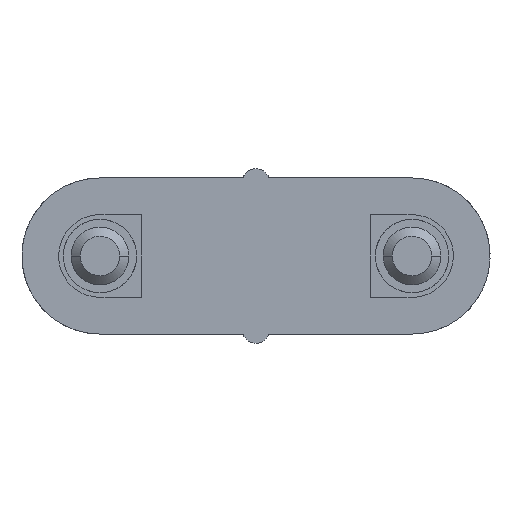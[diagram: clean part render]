
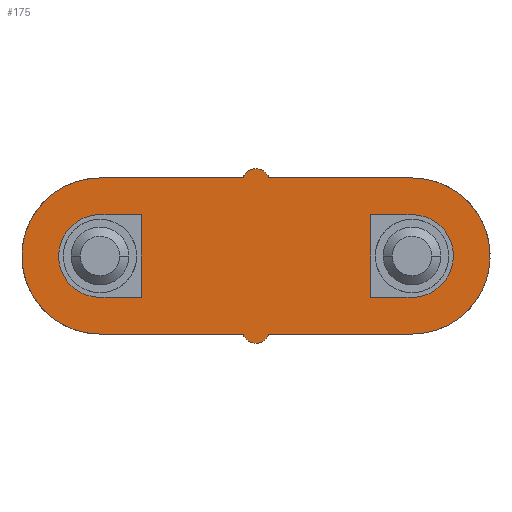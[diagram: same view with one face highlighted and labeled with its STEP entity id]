
A CAD part, front view. The second image highlights one B-rep face of the part: STEP entity #175.
In plain terms, the highlighted planar face has unit normal (0, -1, 0).
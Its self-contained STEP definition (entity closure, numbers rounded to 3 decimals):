
#131=FACE_BOUND('',#798,.T.);
#132=FACE_BOUND('',#799,.T.);
#175=ADVANCED_FACE('',(#486,#131,#132),#4890,.T.);
#486=FACE_OUTER_BOUND('',#797,.T.);
#797=EDGE_LOOP('',(#1154,#1155,#1156,#1157,#1158,#1159,#1160,#1161,#1162,
#1163));
#798=EDGE_LOOP('',(#1164,#1165,#1166,#1167));
#799=EDGE_LOOP('',(#1168,#1169,#1170,#1171));
#1154=ORIENTED_EDGE('',*,*,#2781,.T.);
#1155=ORIENTED_EDGE('',*,*,#2868,.T.);
#1156=ORIENTED_EDGE('',*,*,#2752,.T.);
#1157=ORIENTED_EDGE('',*,*,#2838,.T.);
#1158=ORIENTED_EDGE('',*,*,#2753,.T.);
#1159=ORIENTED_EDGE('',*,*,#2787,.T.);
#1160=ORIENTED_EDGE('',*,*,#2866,.T.);
#1161=ORIENTED_EDGE('',*,*,#2754,.T.);
#1162=ORIENTED_EDGE('',*,*,#2845,.T.);
#1163=ORIENTED_EDGE('',*,*,#2755,.T.);
#1164=ORIENTED_EDGE('',*,*,#2774,.T.);
#1165=ORIENTED_EDGE('',*,*,#2756,.T.);
#1166=ORIENTED_EDGE('',*,*,#2757,.T.);
#1167=ORIENTED_EDGE('',*,*,#2758,.T.);
#1168=ORIENTED_EDGE('',*,*,#2761,.T.);
#1169=ORIENTED_EDGE('',*,*,#2759,.T.);
#1170=ORIENTED_EDGE('',*,*,#2760,.T.);
#1171=ORIENTED_EDGE('',*,*,#2766,.T.);
#2752=EDGE_CURVE('',#4364,#4365,#3554,.T.);
#2753=EDGE_CURVE('',#4366,#4367,#3555,.T.);
#2754=EDGE_CURVE('',#4369,#4370,#3556,.T.);
#2755=EDGE_CURVE('',#4371,#4362,#3557,.T.);
#2756=EDGE_CURVE('',#4372,#4373,#3558,.T.);
#2757=EDGE_CURVE('',#4373,#4374,#3559,.T.);
#2758=EDGE_CURVE('',#4374,#4375,#3560,.T.);
#2759=EDGE_CURVE('',#4376,#4377,#3561,.T.);
#2760=EDGE_CURVE('',#4377,#4378,#3562,.T.);
#2761=EDGE_CURVE('',#4379,#4376,#3563,.T.);
#2766=EDGE_CURVE('',#4378,#4379,#4154,.T.);
#2774=EDGE_CURVE('',#4375,#4372,#4156,.T.);
#2781=EDGE_CURVE('',#4362,#4363,#4160,.T.);
#2787=EDGE_CURVE('',#4367,#4368,#4166,.T.);
#2838=EDGE_CURVE('',#4365,#4366,#4186,.T.);
#2845=EDGE_CURVE('',#4370,#4371,#4189,.T.);
#2866=EDGE_CURVE('',#4368,#4369,#4208,.T.);
#2868=EDGE_CURVE('',#4363,#4364,#4210,.T.);
#3554=B_SPLINE_CURVE_WITH_KNOTS('',1,(#6081,#6082),.UNSPECIFIED.,.F.,.F.,
(2,2),(-15.586,0.),.UNSPECIFIED.);
#3555=B_SPLINE_CURVE_WITH_KNOTS('',1,(#6083,#6084),.UNSPECIFIED.,.F.,.F.,
(2,2),(-15.586,0.),.UNSPECIFIED.);
#3556=B_SPLINE_CURVE_WITH_KNOTS('',1,(#6085,#6086),.UNSPECIFIED.,.F.,.F.,
(2,2),(-15.586,0.),.UNSPECIFIED.);
#3557=B_SPLINE_CURVE_WITH_KNOTS('',1,(#6087,#6088),.UNSPECIFIED.,.F.,.F.,
(2,2),(-15.586,0.),.UNSPECIFIED.);
#3558=B_SPLINE_CURVE_WITH_KNOTS('',1,(#6089,#6090),.UNSPECIFIED.,.F.,.F.,
(2,2),(-4.5,0.),.UNSPECIFIED.);
#3559=B_SPLINE_CURVE_WITH_KNOTS('',1,(#6091,#6092),.UNSPECIFIED.,.F.,.F.,
(2,2),(-9.,0.),.UNSPECIFIED.);
#3560=B_SPLINE_CURVE_WITH_KNOTS('',1,(#6093,#6094),.UNSPECIFIED.,.F.,.F.,
(2,2),(-4.5,0.),.UNSPECIFIED.);
#3561=B_SPLINE_CURVE_WITH_KNOTS('',1,(#6095,#6096),.UNSPECIFIED.,.F.,.F.,
(2,2),(-9.,0.),.UNSPECIFIED.);
#3562=B_SPLINE_CURVE_WITH_KNOTS('',1,(#6097,#6098),.UNSPECIFIED.,.F.,.F.,
(2,2),(-4.5,0.),.UNSPECIFIED.);
#3563=B_SPLINE_CURVE_WITH_KNOTS('',1,(#6099,#6100),.UNSPECIFIED.,.F.,.F.,
(2,2),(-4.5,0.),.UNSPECIFIED.);
#4154=(
BOUNDED_CURVE()
B_SPLINE_CURVE(2,(#6109,#6110,#6111,#6112,#6113),.UNSPECIFIED.,.F.,.F.)
B_SPLINE_CURVE_WITH_KNOTS((3,2,3),(-14.137,-7.069,
0.),.UNSPECIFIED.)
CURVE()
GEOMETRIC_REPRESENTATION_ITEM()
RATIONAL_B_SPLINE_CURVE((1.,0.707,1.,0.707,1.))
REPRESENTATION_ITEM('')
);
#4156=(
BOUNDED_CURVE()
B_SPLINE_CURVE(2,(#6131,#6132,#6133,#6134,#6135),.UNSPECIFIED.,.F.,.F.)
B_SPLINE_CURVE_WITH_KNOTS((3,2,3),(-14.137,-7.069,0.),
 .UNSPECIFIED.)
CURVE()
GEOMETRIC_REPRESENTATION_ITEM()
RATIONAL_B_SPLINE_CURVE((1.,0.707,1.,0.707,1.))
REPRESENTATION_ITEM('')
);
#4160=(
BOUNDED_CURVE()
B_SPLINE_CURVE(2,(#6151,#6152,#6153),.UNSPECIFIED.,.F.,.F.)
B_SPLINE_CURVE_WITH_KNOTS((3,3),(0.,1.846),.UNSPECIFIED.)
CURVE()
GEOMETRIC_REPRESENTATION_ITEM()
RATIONAL_B_SPLINE_CURVE((1.,0.816,1.))
REPRESENTATION_ITEM('')
);
#4166=(
BOUNDED_CURVE()
B_SPLINE_CURVE(2,(#6169,#6170,#6171),.UNSPECIFIED.,.F.,.F.)
B_SPLINE_CURVE_WITH_KNOTS((3,3),(-1.846,0.),.UNSPECIFIED.)
CURVE()
GEOMETRIC_REPRESENTATION_ITEM()
RATIONAL_B_SPLINE_CURVE((1.,0.816,1.))
REPRESENTATION_ITEM('')
);
#4186=(
BOUNDED_CURVE()
B_SPLINE_CURVE(2,(#6301,#6302,#6303,#6304,#6305),.UNSPECIFIED.,.F.,.F.)
B_SPLINE_CURVE_WITH_KNOTS((3,2,3),(-26.704,-13.352,
0.),.UNSPECIFIED.)
CURVE()
GEOMETRIC_REPRESENTATION_ITEM()
RATIONAL_B_SPLINE_CURVE((1.,0.707,1.,0.707,1.))
REPRESENTATION_ITEM('')
);
#4189=(
BOUNDED_CURVE()
B_SPLINE_CURVE(2,(#6321,#6322,#6323,#6324,#6325),.UNSPECIFIED.,.F.,.F.)
B_SPLINE_CURVE_WITH_KNOTS((3,2,3),(-26.704,-13.352,
0.),.UNSPECIFIED.)
CURVE()
GEOMETRIC_REPRESENTATION_ITEM()
RATIONAL_B_SPLINE_CURVE((1.,0.707,1.,0.707,1.))
REPRESENTATION_ITEM('')
);
#4208=(
BOUNDED_CURVE()
B_SPLINE_CURVE(2,(#6405,#6406,#6407),.UNSPECIFIED.,.F.,.F.)
B_SPLINE_CURVE_WITH_KNOTS((3,3),(-1.846,0.),.UNSPECIFIED.)
CURVE()
GEOMETRIC_REPRESENTATION_ITEM()
RATIONAL_B_SPLINE_CURVE((1.,0.816,1.))
REPRESENTATION_ITEM('')
);
#4210=(
BOUNDED_CURVE()
B_SPLINE_CURVE(2,(#6410,#6411,#6412),.UNSPECIFIED.,.F.,.F.)
B_SPLINE_CURVE_WITH_KNOTS((3,3),(0.,1.846),.UNSPECIFIED.)
CURVE()
GEOMETRIC_REPRESENTATION_ITEM()
RATIONAL_B_SPLINE_CURVE((1.,0.816,1.))
REPRESENTATION_ITEM('')
);
#4362=VERTEX_POINT('',#5995);
#4363=VERTEX_POINT('',#5996);
#4364=VERTEX_POINT('',#5997);
#4365=VERTEX_POINT('',#5998);
#4366=VERTEX_POINT('',#5999);
#4367=VERTEX_POINT('',#6000);
#4368=VERTEX_POINT('',#6001);
#4369=VERTEX_POINT('',#6002);
#4370=VERTEX_POINT('',#6003);
#4371=VERTEX_POINT('',#6004);
#4372=VERTEX_POINT('',#6005);
#4373=VERTEX_POINT('',#6006);
#4374=VERTEX_POINT('',#6007);
#4375=VERTEX_POINT('',#6008);
#4376=VERTEX_POINT('',#6009);
#4377=VERTEX_POINT('',#6010);
#4378=VERTEX_POINT('',#6011);
#4379=VERTEX_POINT('',#6012);
#4890=PLANE('',#5273);
#5273=AXIS2_PLACEMENT_3D('',#5568,#5410,$);
#5410=DIRECTION('',(0.,-1.,0.));
#5568=CARTESIAN_POINT('',(-30.601,-32.071,19.901));
#5995=CARTESIAN_POINT('',(-1.414,-32.071,0.));
#5996=CARTESIAN_POINT('',(0.,-32.071,-1.));
#5997=CARTESIAN_POINT('',(1.414,-32.071,0.));
#5998=CARTESIAN_POINT('',(17.,-32.071,0.));
#5999=CARTESIAN_POINT('',(17.,-32.071,17.));
#6000=CARTESIAN_POINT('',(1.414,-32.071,17.));
#6001=CARTESIAN_POINT('',(0.,-32.071,18.));
#6002=CARTESIAN_POINT('',(-1.414,-32.071,17.));
#6003=CARTESIAN_POINT('',(-17.,-32.071,17.));
#6004=CARTESIAN_POINT('',(-17.,-32.071,0.));
#6005=CARTESIAN_POINT('',(-17.,-32.071,13.));
#6006=CARTESIAN_POINT('',(-12.5,-32.071,13.));
#6007=CARTESIAN_POINT('',(-12.5,-32.071,4.));
#6008=CARTESIAN_POINT('',(-17.,-32.071,4.));
#6009=CARTESIAN_POINT('',(12.5,-32.071,4.));
#6010=CARTESIAN_POINT('',(12.5,-32.071,13.));
#6011=CARTESIAN_POINT('',(17.,-32.071,13.));
#6012=CARTESIAN_POINT('',(17.,-32.071,4.));
#6081=CARTESIAN_POINT('',(1.414,-32.071,0.));
#6082=CARTESIAN_POINT('',(17.,-32.071,0.));
#6083=CARTESIAN_POINT('',(17.,-32.071,17.));
#6084=CARTESIAN_POINT('',(1.414,-32.071,17.));
#6085=CARTESIAN_POINT('',(-1.414,-32.071,17.));
#6086=CARTESIAN_POINT('',(-17.,-32.071,17.));
#6087=CARTESIAN_POINT('',(-17.,-32.071,0.));
#6088=CARTESIAN_POINT('',(-1.414,-32.071,0.));
#6089=CARTESIAN_POINT('',(-17.,-32.071,13.));
#6090=CARTESIAN_POINT('',(-12.5,-32.071,13.));
#6091=CARTESIAN_POINT('',(-12.5,-32.071,13.));
#6092=CARTESIAN_POINT('',(-12.5,-32.071,4.));
#6093=CARTESIAN_POINT('',(-12.5,-32.071,4.));
#6094=CARTESIAN_POINT('',(-17.,-32.071,4.));
#6095=CARTESIAN_POINT('',(12.5,-32.071,4.));
#6096=CARTESIAN_POINT('',(12.5,-32.071,13.));
#6097=CARTESIAN_POINT('',(12.5,-32.071,13.));
#6098=CARTESIAN_POINT('',(17.,-32.071,13.));
#6099=CARTESIAN_POINT('',(17.,-32.071,4.));
#6100=CARTESIAN_POINT('',(12.5,-32.071,4.));
#6109=CARTESIAN_POINT('',(17.,-32.071,13.));
#6110=CARTESIAN_POINT('',(21.5,-32.071,13.));
#6111=CARTESIAN_POINT('',(21.5,-32.071,8.5));
#6112=CARTESIAN_POINT('',(21.5,-32.071,4.));
#6113=CARTESIAN_POINT('',(17.,-32.071,4.));
#6131=CARTESIAN_POINT('',(-17.,-32.071,4.));
#6132=CARTESIAN_POINT('',(-21.5,-32.071,4.));
#6133=CARTESIAN_POINT('',(-21.5,-32.071,8.5));
#6134=CARTESIAN_POINT('',(-21.5,-32.071,13.));
#6135=CARTESIAN_POINT('',(-17.,-32.071,13.));
#6151=CARTESIAN_POINT('',(-1.414,-32.071,0.));
#6152=CARTESIAN_POINT('',(-1.061,-32.071,-1.));
#6153=CARTESIAN_POINT('',(0.,-32.071,-1.));
#6169=CARTESIAN_POINT('',(1.414,-32.071,17.));
#6170=CARTESIAN_POINT('',(1.061,-32.071,18.));
#6171=CARTESIAN_POINT('',(0.,-32.071,18.));
#6301=CARTESIAN_POINT('',(17.,-32.071,0.));
#6302=CARTESIAN_POINT('',(25.5,-32.071,0.));
#6303=CARTESIAN_POINT('',(25.5,-32.071,8.5));
#6304=CARTESIAN_POINT('',(25.5,-32.071,17.));
#6305=CARTESIAN_POINT('',(17.,-32.071,17.));
#6321=CARTESIAN_POINT('',(-17.,-32.071,17.));
#6322=CARTESIAN_POINT('',(-25.5,-32.071,17.));
#6323=CARTESIAN_POINT('',(-25.5,-32.071,8.5));
#6324=CARTESIAN_POINT('',(-25.5,-32.071,0.));
#6325=CARTESIAN_POINT('',(-17.,-32.071,0.));
#6405=CARTESIAN_POINT('',(0.,-32.071,18.));
#6406=CARTESIAN_POINT('',(-1.061,-32.071,18.));
#6407=CARTESIAN_POINT('',(-1.414,-32.071,17.));
#6410=CARTESIAN_POINT('',(0.,-32.071,-1.));
#6411=CARTESIAN_POINT('',(1.061,-32.071,-1.));
#6412=CARTESIAN_POINT('',(1.414,-32.071,0.));
